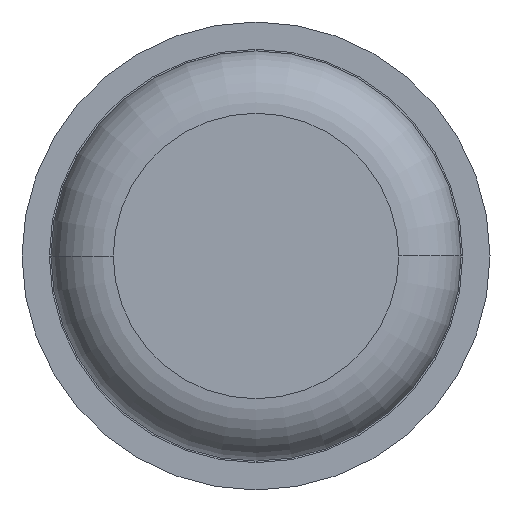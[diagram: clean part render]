
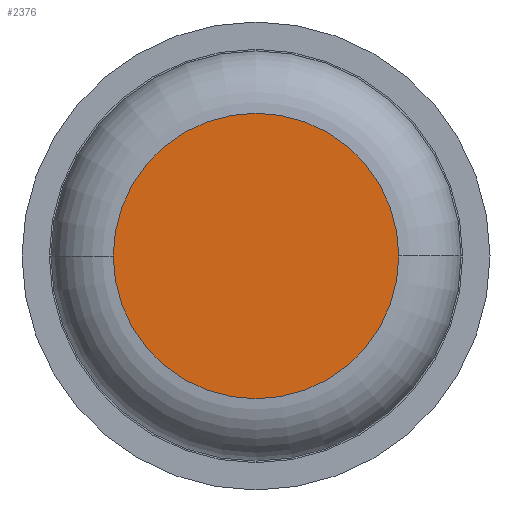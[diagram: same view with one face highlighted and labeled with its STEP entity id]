
A CAD part, front view. The second image highlights one B-rep face of the part: STEP entity #2376.
In plain terms, the highlighted planar face has unit normal (0, -1, 0).
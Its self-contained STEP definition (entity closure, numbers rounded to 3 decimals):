
#114 = EDGE_CURVE ( 'Defeature ausgef�hrt1_6+Defeature ausgef�hrt1_7+Defeature ausgef�hrt1_7+Defeature ausgef�hrt1_7', #3116, #1519, #747, .T. ) ;
#141 = DIRECTION ( 'NONE',  ( -1., 0., 0. ) ) ;
#332 = DIRECTION ( 'NONE',  ( -1., 0., 0. ) ) ;
#491 = DIRECTION ( 'NONE',  ( -1., 0., 0. ) ) ;
#533 = AXIS2_PLACEMENT_3D ( 'NONE', #1459, #2717, #141 ) ;
#747 = CIRCLE ( 'NONE', #1283, 0.915 ) ;
#976 = CARTESIAN_POINT ( 'NONE',  ( -0.915, 0., 0. ) ) ;
#1108 = CARTESIAN_POINT ( 'NONE',  ( 0., 0., 0. ) ) ;
#1147 = DIRECTION ( 'NONE',  ( 0., 1., 0. ) ) ;
#1283 = AXIS2_PLACEMENT_3D ( 'NONE', #1836, #2086, #491 ) ;
#1297 = EDGE_CURVE ( 'Defeature ausgef�hrt1_6+Defeature ausgef�hrt1_7+Defeature ausgef�hrt1_7+Defeature ausgef�hrt1_7', #1519, #3116, #1575, .T. ) ;
#1459 = CARTESIAN_POINT ( 'NONE',  ( 0., 0., 0. ) ) ;
#1519 = VERTEX_POINT ( 'NONE', #976 ) ;
#1575 = CIRCLE ( 'NONE', #533, 0.915 ) ;
#1785 = AXIS2_PLACEMENT_3D ( 'NONE', #1108, #1147, #332 ) ;
#1836 = CARTESIAN_POINT ( 'NONE',  ( 0., 0., 0. ) ) ;
#1876 = EDGE_LOOP ( 'NONE', ( #2007, #3259 ) ) ;
#2007 = ORIENTED_EDGE ( 'NONE', *, *, #1297, .T. ) ;
#2086 = DIRECTION ( 'NONE',  ( 0., -1., 0. ) ) ;
#2376 = ADVANCED_FACE ( 'Defeature ausgef�hrt1_6', ( #2544 ), #2956, .F. ) ;
#2544 = FACE_OUTER_BOUND ( 'NONE', #1876, .T. ) ;
#2717 = DIRECTION ( 'NONE',  ( 0., -1., 0. ) ) ;
#2956 = PLANE ( 'NONE',  #1785 ) ;
#3116 = VERTEX_POINT ( 'NONE', #3232 ) ;
#3232 = CARTESIAN_POINT ( 'NONE',  ( 0.915, 0., 0. ) ) ;
#3259 = ORIENTED_EDGE ( 'NONE', *, *, #114, .T. ) ;
